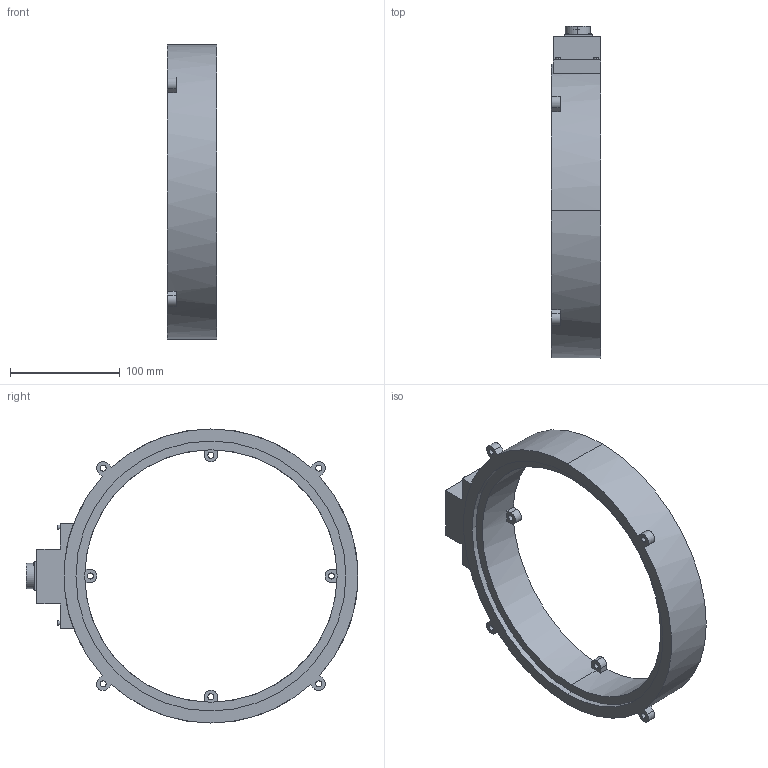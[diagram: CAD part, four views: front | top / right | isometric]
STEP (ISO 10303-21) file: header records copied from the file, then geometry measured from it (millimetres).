
FILE_DESCRIPTION (( 'STEP AP214' ), '1' );
FILE_NAME ('RX00731001--RSP2230-P0130-P0110-S03-01C.STEP', '2020-08-03T07:32:12', ( 'admin321' ), ( '' ), 'SwSTEP 2.0', 'SolidWorks 2014', '' );
FILE_SCHEMA (( 'AUTOMOTIVE_DESIGN' ));
Length unit declared in the file: millimetre
Products named in the file (1): RX00731001--RSP2230-P0130-P0110-S03-01C
Bounding box: 44.8 x 302.5 x 268 mm (x, y, z)
Volume: 717471.8 mm3; surface area: 119606.1 mm2
Topology: 1 solids, 1 shells, 141 faces, 345 edges, 230 vertices
Faces by surface type: cylinder 77, plane 64
Entity records: 4301 total; most frequent: DIRECTION 801, CARTESIAN_POINT 717, ORIENTED_EDGE 690, EDGE_CURVE 345, AXIS2_PLACEMENT_3D 314, VERTEX_POINT 230, EDGE_LOOP 183, VECTOR 173
